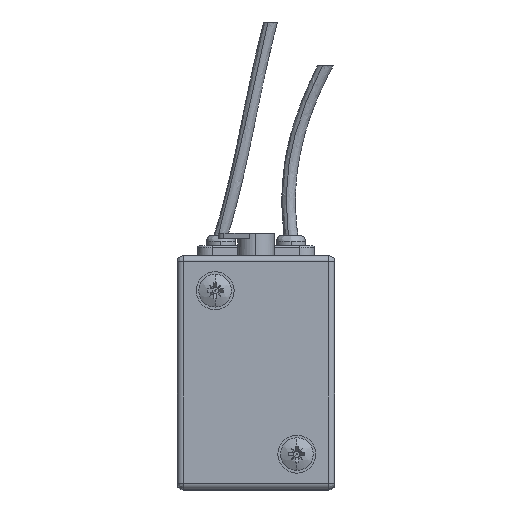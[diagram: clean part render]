
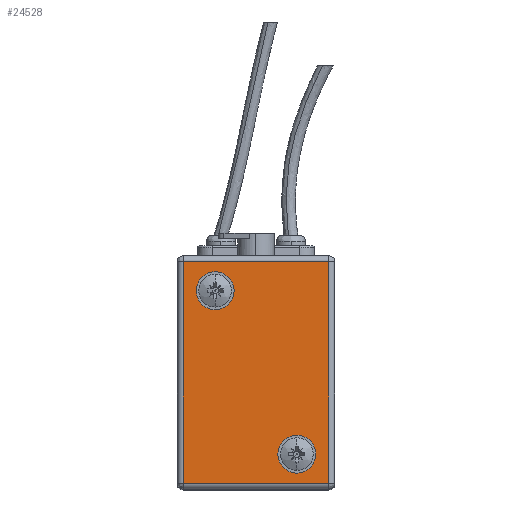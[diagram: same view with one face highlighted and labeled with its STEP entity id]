
A CAD part, top view. The second image highlights one B-rep face of the part: STEP entity #24528.
In plain terms, the highlighted planar face has unit normal (0, 0, 1).
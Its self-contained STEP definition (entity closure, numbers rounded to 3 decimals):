
#20 = VERTEX_POINT ( 'NONE', #1053 ) ;
#217 = DIRECTION ( 'NONE',  ( 1., 0., 0. ) ) ;
#660 = AXIS2_PLACEMENT_3D ( 'NONE', #26340, #11149, #28940 ) ;
#963 = CARTESIAN_POINT ( 'NONE',  ( -61.195, 47.837, 51.105 ) ) ;
#1053 = CARTESIAN_POINT ( 'NONE',  ( -75.195, 75.837, 51.105 ) ) ;
#2620 = ORIENTED_EDGE ( 'NONE', *, *, #29317, .F. ) ;
#2997 = FACE_BOUND ( 'NONE', #13493, .T. ) ;
#3777 = FACE_OUTER_BOUND ( 'NONE', #13787, .T. ) ;
#5679 = AXIS2_PLACEMENT_3D ( 'NONE', #24450, #9262, #27025 ) ;
#6340 = VECTOR ( 'NONE', #13069, 1000. ) ;
#6625 = VERTEX_POINT ( 'NONE', #21328 ) ;
#7774 = DIRECTION ( 'NONE',  ( -1., 0., 0. ) ) ;
#8712 = AXIS2_PLACEMENT_3D ( 'NONE', #25222, #10038, #27794 ) ;
#8714 = CARTESIAN_POINT ( 'NONE',  ( -64.945, 42.837, 51.105 ) ) ;
#8779 = VECTOR ( 'NONE', #24595, 1000. ) ;
#8999 = FACE_BOUND ( 'NONE', #11100, .T. ) ;
#9262 = DIRECTION ( 'NONE',  ( 0., 0., 1. ) ) ;
#9495 = EDGE_CURVE ( 'NONE', #32828, #20, #15466, .T. ) ;
#9781 = CIRCLE ( 'NONE', #660, 3.25 ) ;
#9912 = LINE ( 'NONE', #8714, #15840 ) ;
#10038 = DIRECTION ( 'NONE',  ( 0., 0., 1. ) ) ;
#10381 = AXIS2_PLACEMENT_3D ( 'NONE', #22877, #22984, #7774 ) ;
#10389 = EDGE_CURVE ( 'NONE', #6625, #15976, #9912, .T. ) ;
#11100 = EDGE_LOOP ( 'NONE', ( #16276, #2620 ) ) ;
#11117 = CARTESIAN_POINT ( 'NONE',  ( -64.945, 80.837, 51.105 ) ) ;
#11149 = DIRECTION ( 'NONE',  ( 0., 0., 1. ) ) ;
#12221 = EDGE_CURVE ( 'NONE', #20, #32828, #9781, .T. ) ;
#13069 = DIRECTION ( 'NONE',  ( 0., -1., 0. ) ) ;
#13165 = LINE ( 'NONE', #28274, #6340 ) ;
#13493 = EDGE_LOOP ( 'NONE', ( #21620, #16139 ) ) ;
#13496 = CARTESIAN_POINT ( 'NONE',  ( -77.445, 42.837, 51.105 ) ) ;
#13787 = EDGE_LOOP ( 'NONE', ( #19210, #22521, #15955, #32472 ) ) ;
#14390 = LINE ( 'NONE', #11117, #21136 ) ;
#14436 = VERTEX_POINT ( 'NONE', #963 ) ;
#15254 = EDGE_CURVE ( 'NONE', #20422, #6625, #13165, .T. ) ;
#15466 = CIRCLE ( 'NONE', #8712, 3.25 ) ;
#15469 = DIRECTION ( 'NONE',  ( 0., 0., 1. ) ) ;
#15840 = VECTOR ( 'NONE', #26481, 1000. ) ;
#15955 = ORIENTED_EDGE ( 'NONE', *, *, #19756, .F. ) ;
#15976 = VERTEX_POINT ( 'NONE', #13496 ) ;
#16139 = ORIENTED_EDGE ( 'NONE', *, *, #12221, .F. ) ;
#16276 = ORIENTED_EDGE ( 'NONE', *, *, #30614, .F. ) ;
#16344 = VERTEX_POINT ( 'NONE', #25439 ) ;
#18507 = CIRCLE ( 'NONE', #5679, 3.25 ) ;
#18850 = CARTESIAN_POINT ( 'NONE',  ( -54.695, 47.837, 51.105 ) ) ;
#19210 = ORIENTED_EDGE ( 'NONE', *, *, #10389, .F. ) ;
#19756 = EDGE_CURVE ( 'NONE', #16344, #20422, #14390, .T. ) ;
#20422 = VERTEX_POINT ( 'NONE', #21828 ) ;
#20462 = EDGE_CURVE ( 'NONE', #15976, #16344, #29067, .T. ) ;
#21136 = VECTOR ( 'NONE', #28904, 1000. ) ;
#21328 = CARTESIAN_POINT ( 'NONE',  ( -52.445, 42.837, 51.105 ) ) ;
#21620 = ORIENTED_EDGE ( 'NONE', *, *, #9495, .F. ) ;
#21828 = CARTESIAN_POINT ( 'NONE',  ( -52.445, 80.837, 51.105 ) ) ;
#22521 = ORIENTED_EDGE ( 'NONE', *, *, #15254, .F. ) ;
#22877 = CARTESIAN_POINT ( 'NONE',  ( -64.945, 61.837, 51.105 ) ) ;
#22984 = DIRECTION ( 'NONE',  ( 0., 0., -1. ) ) ;
#23733 = VERTEX_POINT ( 'NONE', #18850 ) ;
#24450 = CARTESIAN_POINT ( 'NONE',  ( -57.945, 47.837, 51.105 ) ) ;
#24528 = ADVANCED_FACE ( 'NONE', ( #8999, #2997, #3777 ), #28024, .F. ) ;
#24595 = DIRECTION ( 'NONE',  ( 0., 1., 0. ) ) ;
#25222 = CARTESIAN_POINT ( 'NONE',  ( -71.945, 75.837, 51.105 ) ) ;
#25439 = CARTESIAN_POINT ( 'NONE',  ( -77.445, 80.837, 51.105 ) ) ;
#26340 = CARTESIAN_POINT ( 'NONE',  ( -71.945, 75.837, 51.105 ) ) ;
#26481 = DIRECTION ( 'NONE',  ( -1., 0., 0. ) ) ;
#26544 = AXIS2_PLACEMENT_3D ( 'NONE', #30708, #15469, #217 ) ;
#27025 = DIRECTION ( 'NONE',  ( 1., 0., 0. ) ) ;
#27794 = DIRECTION ( 'NONE',  ( 1., 0., 0. ) ) ;
#28024 = PLANE ( 'NONE',  #10381 ) ;
#28274 = CARTESIAN_POINT ( 'NONE',  ( -52.445, 61.837, 51.105 ) ) ;
#28904 = DIRECTION ( 'NONE',  ( 1., 0., 0. ) ) ;
#28940 = DIRECTION ( 'NONE',  ( 1., 0., 0. ) ) ;
#28992 = CIRCLE ( 'NONE', #26544, 3.25 ) ;
#29067 = LINE ( 'NONE', #29524, #8779 ) ;
#29317 = EDGE_CURVE ( 'NONE', #14436, #23733, #28992, .T. ) ;
#29524 = CARTESIAN_POINT ( 'NONE',  ( -77.445, 61.837, 51.105 ) ) ;
#30614 = EDGE_CURVE ( 'NONE', #23733, #14436, #18507, .T. ) ;
#30708 = CARTESIAN_POINT ( 'NONE',  ( -57.945, 47.837, 51.105 ) ) ;
#32472 = ORIENTED_EDGE ( 'NONE', *, *, #20462, .F. ) ;
#32788 = CARTESIAN_POINT ( 'NONE',  ( -68.695, 75.837, 51.105 ) ) ;
#32828 = VERTEX_POINT ( 'NONE', #32788 ) ;
